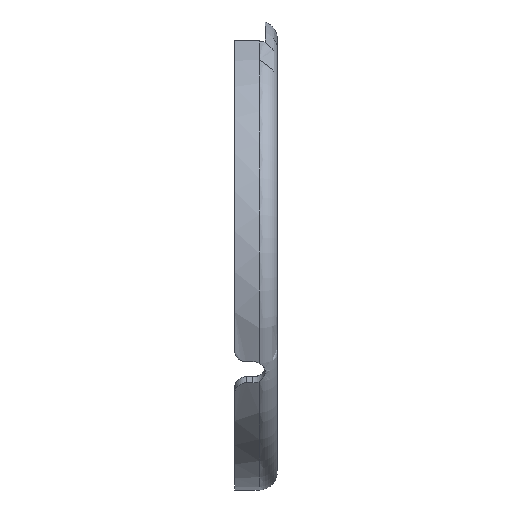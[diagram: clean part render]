
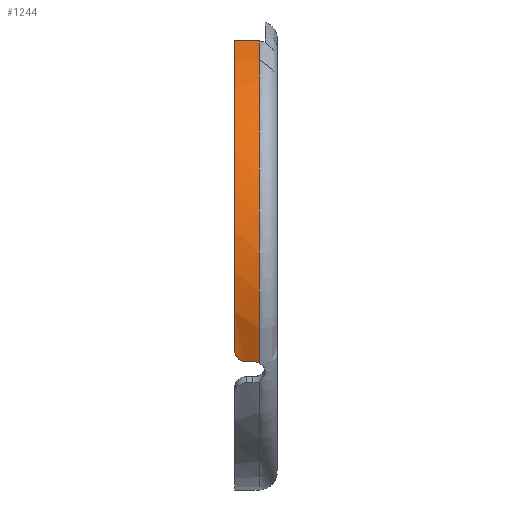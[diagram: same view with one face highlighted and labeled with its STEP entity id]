
A CAD part, left-side view. The second image highlights one B-rep face of the part: STEP entity #1244.
In plain terms, the highlighted cylindrical face has radius 38.5 mm (diameter 77 mm), a partial arc.
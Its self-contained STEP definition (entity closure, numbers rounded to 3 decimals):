
#157 = CARTESIAN_POINT ( 'NONE',  ( 0., 7., 0. ) ) ;
#249 = CARTESIAN_POINT ( 'NONE',  ( -34.297, 5., -17.492 ) ) ;
#278 = CARTESIAN_POINT ( 'NONE',  ( -34.412, 6.009, -17.265 ) ) ;
#472 = DIRECTION ( 'NONE',  ( 0., 1., 0. ) ) ;
#495 = CARTESIAN_POINT ( 'NONE',  ( -34.479, 6.232, -17.132 ) ) ;
#507 = ORIENTED_EDGE ( 'NONE', *, *, #954, .T. ) ;
#535 = VERTEX_POINT ( 'NONE', #249 ) ;
#597 = B_SPLINE_CURVE_WITH_KNOTS ( 'NONE', 3,
 ( #1295, #697, #886, #1077, #1866, #1476 ),
 .UNSPECIFIED., .F., .F.,
 ( 4, 2, 4 ),
 ( 0., 0.001, 0.001 ),
 .UNSPECIFIED. ) ;
#601 = ORIENTED_EDGE ( 'NONE', *, *, #985, .T. ) ;
#614 = VECTOR ( 'NONE', #832, 1000. ) ;
#624 = ORIENTED_EDGE ( 'NONE', *, *, #1705, .T. ) ;
#663 = CARTESIAN_POINT ( 'NONE',  ( -34.297, 5., -17.492 ) ) ;
#666 = VERTEX_POINT ( 'NONE', #1845 ) ;
#676 = CARTESIAN_POINT ( 'NONE',  ( -34.947, 6.937, -16.154 ) ) ;
#697 = CARTESIAN_POINT ( 'NONE',  ( -34.297, 3.824, -17.492 ) ) ;
#742 = ORIENTED_EDGE ( 'NONE', *, *, #756, .F. ) ;
#756 = EDGE_CURVE ( 'NONE', #2013, #535, #2245, .T. ) ;
#803 = EDGE_CURVE ( 'NONE', #666, #1071, #2063, .T. ) ;
#830 = VERTEX_POINT ( 'NONE', #947 ) ;
#832 = DIRECTION ( 'NONE',  ( 0., 1., 0. ) ) ;
#850 = CARTESIAN_POINT ( 'NONE',  ( -34.791, 6.799, -16.489 ) ) ;
#877 = CARTESIAN_POINT ( 'NONE',  ( -34.601, 6.508, -16.882 ) ) ;
#886 = CARTESIAN_POINT ( 'NONE',  ( -34.287, 3.652, -17.512 ) ) ;
#920 = AXIS2_PLACEMENT_3D ( 'NONE', #157, #2294, #2471 ) ;
#947 = CARTESIAN_POINT ( 'NONE',  ( -34.174, 3., -17.731 ) ) ;
#954 = EDGE_CURVE ( 'NONE', #1319, #1071, #2212, .T. ) ;
#985 = EDGE_CURVE ( 'NONE', #830, #1319, #1839, .T. ) ;
#1014 = CARTESIAN_POINT ( 'NONE',  ( 0., 3., 0. ) ) ;
#1044 = CARTESIAN_POINT ( 'NONE',  ( -34.741, 6.737, -16.593 ) ) ;
#1050 = CARTESIAN_POINT ( 'NONE',  ( -34.894, 6.898, -16.269 ) ) ;
#1071 = VERTEX_POINT ( 'NONE', #1681 ) ;
#1077 = CARTESIAN_POINT ( 'NONE',  ( -34.246, 3.316, -17.592 ) ) ;
#1086 = VECTOR ( 'NONE', #1891, 1000. ) ;
#1176 = CARTESIAN_POINT ( 'NONE',  ( -34.297, 4., -17.492 ) ) ;
#1184 = ORIENTED_EDGE ( 'NONE', *, *, #803, .F. ) ;
#1219 = CARTESIAN_POINT ( 'NONE',  ( -35.108, 7., -15.803 ) ) ;
#1244 = ADVANCED_FACE ( 'NONE', ( #2479 ), #1403, .T. ) ;
#1295 = CARTESIAN_POINT ( 'NONE',  ( -34.297, 4., -17.492 ) ) ;
#1299 = DIRECTION ( 'NONE',  ( 0., 0., 1. ) ) ;
#1319 = VERTEX_POINT ( 'NONE', #2114 ) ;
#1403 = CYLINDRICAL_SURFACE ( 'NONE', #920, 38.5 ) ;
#1426 = CARTESIAN_POINT ( 'NONE',  ( -35.054, 6.987, -15.921 ) ) ;
#1428 = CARTESIAN_POINT ( 'NONE',  ( -16., 7., 35.018 ) ) ;
#1476 = CARTESIAN_POINT ( 'NONE',  ( -34.174, 3., -17.731 ) ) ;
#1509 = EDGE_LOOP ( 'NONE', ( #1624, #742, #624, #601, #507, #1184 ) ) ;
#1541 = B_SPLINE_CURVE_WITH_KNOTS ( 'NONE', 3,
 ( #2194, #1219, #1426, #676, #1050, #850, #1044, #2427, #877, #495, #278, #2055, #2436, #663 ),
 .UNSPECIFIED., .F., .F.,
 ( 4, 2, 2, 2, 2, 2, 4 ),
 ( 0., 0., 0.001, 0.001, 0.002, 0.002, 0.003 ),
 .UNSPECIFIED. ) ;
#1624 = ORIENTED_EDGE ( 'NONE', *, *, #2526, .T. ) ;
#1681 = CARTESIAN_POINT ( 'NONE',  ( -16., 7., 35.018 ) ) ;
#1705 = EDGE_CURVE ( 'NONE', #2013, #830, #597, .T. ) ;
#1839 = CIRCLE ( 'NONE', #2104, 38.5 ) ;
#1845 = CARTESIAN_POINT ( 'NONE',  ( -35.162, 7., -15.682 ) ) ;
#1866 = CARTESIAN_POINT ( 'NONE',  ( -34.215, 3.152, -17.652 ) ) ;
#1891 = DIRECTION ( 'NONE',  ( 0., 1., 0. ) ) ;
#1953 = CARTESIAN_POINT ( 'NONE',  ( 0., 7., 0. ) ) ;
#2013 = VERTEX_POINT ( 'NONE', #1176 ) ;
#2055 = CARTESIAN_POINT ( 'NONE',  ( -34.321, 5.527, -17.444 ) ) ;
#2063 = CIRCLE ( 'NONE', #2129, 38.5 ) ;
#2104 = AXIS2_PLACEMENT_3D ( 'NONE', #1014, #472, #2422 ) ;
#2114 = CARTESIAN_POINT ( 'NONE',  ( -16., 3., 35.018 ) ) ;
#2129 = AXIS2_PLACEMENT_3D ( 'NONE', #1953, #2521, #1299 ) ;
#2194 = CARTESIAN_POINT ( 'NONE',  ( -35.162, 7., -15.682 ) ) ;
#2212 = LINE ( 'NONE', #1428, #614 ) ;
#2245 = LINE ( 'NONE', #2474, #1086 ) ;
#2294 = DIRECTION ( 'NONE',  ( 0., -1., 0. ) ) ;
#2422 = DIRECTION ( 'NONE',  ( 0., 0., 1. ) ) ;
#2427 = CARTESIAN_POINT ( 'NONE',  ( -34.647, 6.593, -16.789 ) ) ;
#2436 = CARTESIAN_POINT ( 'NONE',  ( -34.297, 5.265, -17.492 ) ) ;
#2471 = DIRECTION ( 'NONE',  ( 0., 0., -1. ) ) ;
#2474 = CARTESIAN_POINT ( 'NONE',  ( -34.297, 7., -17.492 ) ) ;
#2479 = FACE_OUTER_BOUND ( 'NONE', #1509, .T. ) ;
#2521 = DIRECTION ( 'NONE',  ( 0., 1., 0. ) ) ;
#2526 = EDGE_CURVE ( 'NONE', #666, #535, #1541, .T. ) ;
